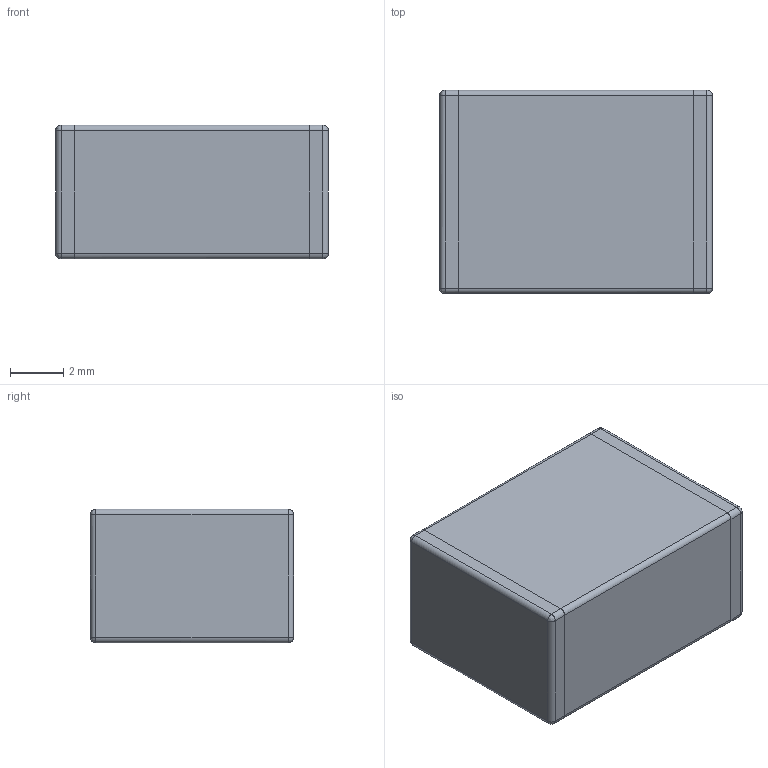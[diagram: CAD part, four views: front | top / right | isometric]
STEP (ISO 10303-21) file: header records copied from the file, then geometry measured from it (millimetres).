
FILE_DESCRIPTION(/* description */ (''),/* implementation_level */ '2;1');
FILE_NAME(/* name */ 'CAP 4030 PET H3,0mm',/* time_stamp */ '2022-10-31T13:49:46+01:00',/* author */ (''),/* organization */ (''),/* preprocessor_version */ 'ST-DEVELOPER v16.5',/* originating_system */ '',/* authorisation */ '');
FILE_SCHEMA (('AUTOMOTIVE_DESIGN'));
Length unit declared in the file: millimetre
Products named in the file (1): Document
Bounding box: 10.2 x 7.6 x 5 mm (x, y, z)
Volume: 386.8 mm3; surface area: 477 mm2
Topology: 3 solids, 3 shells, 46 faces, 96 edges, 56 vertices
Faces by surface type: cylinder 20, plane 18, bspline 8
Entity records: 1166 total; most frequent: CARTESIAN_POINT 458, ORIENTED_EDGE 192, EDGE_CURVE 96, B_SPLINE_CURVE_WITH_KNOTS 56, VERTEX_POINT 56, ADVANCED_FACE 46, FACE_OUTER_BOUND 46, EDGE_LOOP 46
